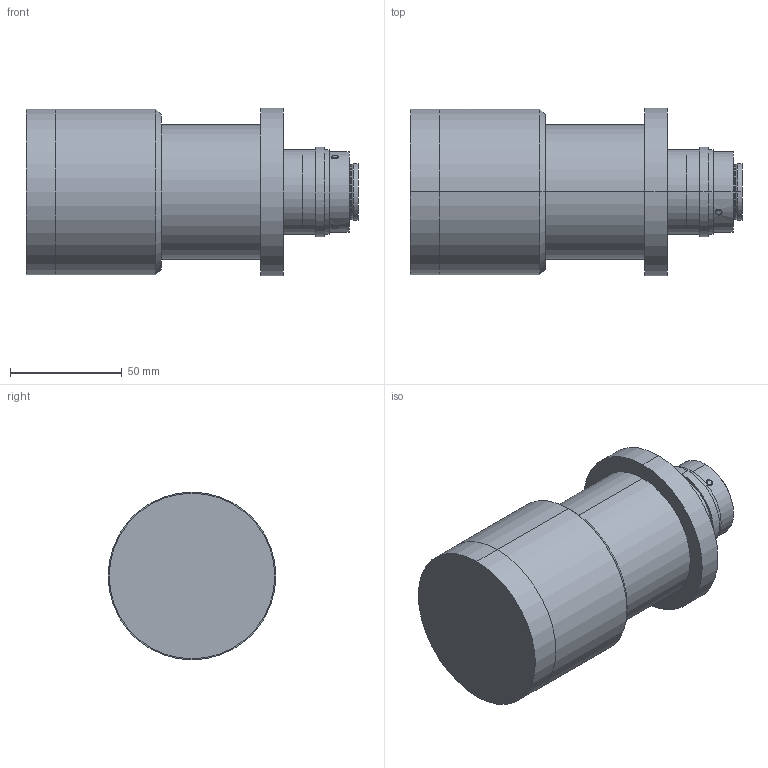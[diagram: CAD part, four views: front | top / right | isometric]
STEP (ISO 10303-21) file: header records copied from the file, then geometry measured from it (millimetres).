
FILE_DESCRIPTION (( 'STEP AP203' ), '1' );
FILE_NAME ('S5LPJ5015_01.STEP', '2016-02-17T09:45:53', ( '' ), ( '' ), 'SwSTEP 2.0', 'SolidWorks 2015', '' );
FILE_SCHEMA (( 'CONFIG_CONTROL_DESIGN' ));
Length unit declared in the file: millimetre
Products named in the file (1): S5LPJ5015_01
Bounding box: 148.43 x 75 x 75 mm (x, y, z)
Volume: 464254 mm3; surface area: 40340.5 mm2
Topology: 1 solids, 1 shells, 71 faces, 143 edges, 86 vertices
Faces by surface type: cylinder 31, plane 23, cone 13, torus 4
Entity records: 2100 total; most frequent: CARTESIAN_POINT 508, DIRECTION 347, ORIENTED_EDGE 286, AXIS2_PLACEMENT_3D 145, EDGE_CURVE 143, VERTEX_POINT 86, EDGE_LOOP 83, CIRCLE 73
